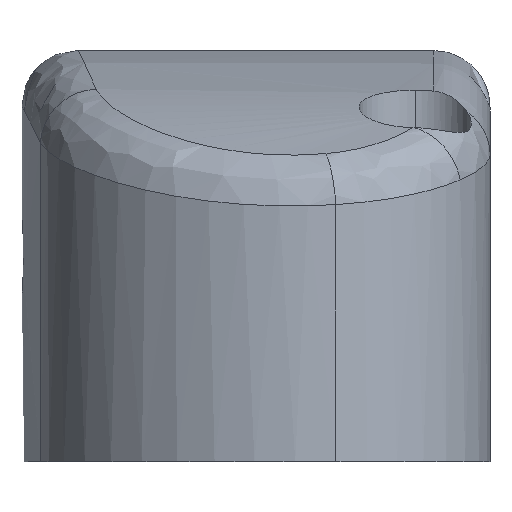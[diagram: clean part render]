
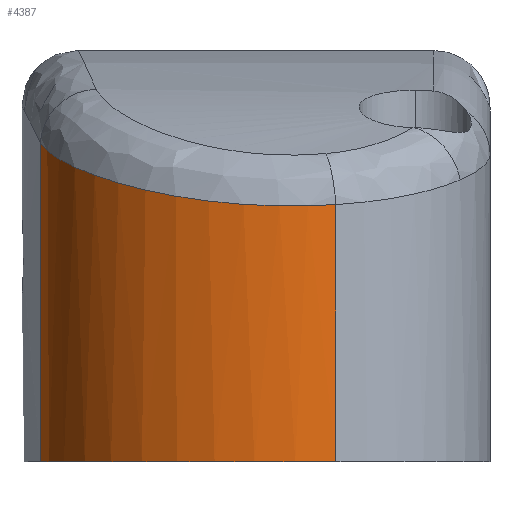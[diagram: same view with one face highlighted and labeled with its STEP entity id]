
A CAD part, left-side view. The second image highlights one B-rep face of the part: STEP entity #4387.
In plain terms, the highlighted cylindrical face has radius 13.5 mm (diameter 27 mm), a partial arc.
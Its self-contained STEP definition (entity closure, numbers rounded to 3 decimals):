
#98=CARTESIAN_POINT('',(-15.397,13.008,16.997));
#192=DIRECTION('',(0.,0.,1.));
#193=VECTOR('',#192,13.727);
#194=CARTESIAN_POINT('',(-26.952,-2.771,0.));
#195=LINE('',#194,#193);
#231=DIRECTION('',(0.,0.,1.));
#232=VECTOR('',#231,16.997);
#233=CARTESIAN_POINT('',(-15.397,13.008,0.));
#234=LINE('',#233,#232);
#235=CARTESIAN_POINT('',(-15.397,13.008,16.997));
#236=CARTESIAN_POINT('',(-17.442,12.744,16.565));
#237=CARTESIAN_POINT('',(-21.357,11.276,15.582));
#238=CARTESIAN_POINT('',(-25.726,6.715,14.179));
#239=CARTESIAN_POINT('',(-27.34,1.506,13.584));
#240=CARTESIAN_POINT('',(-27.14,-1.723,13.659));
#241=CARTESIAN_POINT('',(-26.952,-2.771,13.727));
#1650=CARTESIAN_POINT('',(-13.665,-0.38,0.));
#1651=DIRECTION('',(0.,0.,1.));
#1652=DIRECTION('',(-0.128,0.992,0.));
#1653=AXIS2_PLACEMENT_3D('',#1650,#1651,#1652);
#3463=CARTESIAN_POINT('',(-15.397,13.008,0.));
#3465=VERTEX_POINT('',#3463);
#3632=CARTESIAN_POINT('',(-26.952,-2.771,0.));
#3633=VERTEX_POINT('',#3632);
#3946=VERTEX_POINT('',#98);
#3959=VERTEX_POINT('',#241);
#4374=CARTESIAN_POINT('',(-13.665,-0.38,0.));
#4375=DIRECTION('',(0.,0.,1.));
#4376=DIRECTION('',(0.128,-0.992,0.));
#4377=AXIS2_PLACEMENT_3D('',#4374,#4375,#4376);
#4378=CYLINDRICAL_SURFACE('',#4377,13.5);
#4379=ORIENTED_EDGE('',*,*,#4237,.T.);
#4381=ORIENTED_EDGE('',*,*,#4380,.T.);
#4382=ORIENTED_EDGE('',*,*,#4353,.F.);
#4384=ORIENTED_EDGE('',*,*,#4383,.F.);
#4385=EDGE_LOOP('',(#4379,#4381,#4382,#4384));
#4386=FACE_OUTER_BOUND('',#4385,.F.);
#4387=ADVANCED_FACE('',(#4386),#4378,.T.);
#242=B_SPLINE_CURVE_WITH_KNOTS('',3,(#235,#236,#237,#238,#239,#240,#241),
.UNSPECIFIED.,.F.,.F.,(4,1,1,1,4),(0.,0.286,0.571,
0.857,1.),.UNSPECIFIED.);
#1654=CIRCLE('',#1653,13.5);
#4237=EDGE_CURVE('',#3465,#3946,#234,.T.);
#4353=EDGE_CURVE('',#3633,#3959,#195,.T.);
#4380=EDGE_CURVE('',#3946,#3959,#242,.T.);
#4383=EDGE_CURVE('',#3465,#3633,#1654,.T.);
